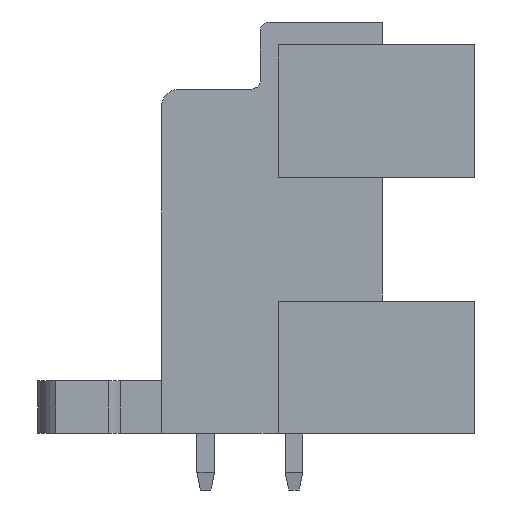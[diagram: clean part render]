
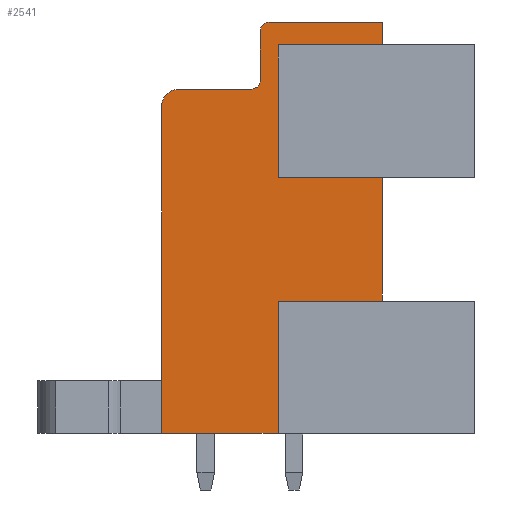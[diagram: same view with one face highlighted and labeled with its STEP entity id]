
A CAD part, left-side view. The second image highlights one B-rep face of the part: STEP entity #2541.
In plain terms, the highlighted planar face has unit normal (-1, 0, 0).
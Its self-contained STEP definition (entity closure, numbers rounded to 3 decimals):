
#105=AXIS2_PLACEMENT_3D('Plane Axis2P3D',#102,#103,#104) ;
#2246=AXIS2_PLACEMENT_3D('Circle Axis2P3D',#2244,#2245,$) ;
#2294=AXIS2_PLACEMENT_3D('Circle Axis2P3D',#2292,#2293,$) ;
#2342=AXIS2_PLACEMENT_3D('Circle Axis2P3D',#2340,#2341,$) ;
#36=CARTESIAN_POINT('Line Origine',(0.7,11.1,6.95)) ;
#40=CARTESIAN_POINT('Vertex',(0.7,11.1,10.7)) ;
#42=CARTESIAN_POINT('Vertex',(0.7,11.1,3.2)) ;
#102=CARTESIAN_POINT('Axis2P3D Location',(0.7,0.,0.)) ;
#142=CARTESIAN_POINT('Line Origine',(0.7,11.1,21.45)) ;
#146=CARTESIAN_POINT('Vertex',(0.7,11.1,25.2)) ;
#148=CARTESIAN_POINT('Vertex',(0.7,11.1,17.7)) ;
#1270=CARTESIAN_POINT('Vertex',(0.7,5.2,17.7)) ;
#1273=CARTESIAN_POINT('Line Origine',(0.7,5.2,14.2)) ;
#1277=CARTESIAN_POINT('Vertex',(0.7,5.2,10.7)) ;
#2186=CARTESIAN_POINT('Vertex',(0.7,5.2,26.5)) ;
#2189=CARTESIAN_POINT('Line Origine',(0.7,5.2,25.85)) ;
#2193=CARTESIAN_POINT('Vertex',(0.7,5.2,25.2)) ;
#2217=CARTESIAN_POINT('Vertex',(0.7,11.6,26.5)) ;
#2220=CARTESIAN_POINT('Line Origine',(0.7,8.4,26.5)) ;
#2241=CARTESIAN_POINT('Vertex',(0.7,12.1,26.)) ;
#2244=CARTESIAN_POINT('Axis2P3D Location',(0.7,11.6,26.)) ;
#2265=CARTESIAN_POINT('Vertex',(0.7,12.1,23.2)) ;
#2268=CARTESIAN_POINT('Line Origine',(0.7,12.1,24.6)) ;
#2289=CARTESIAN_POINT('Vertex',(0.7,12.6,22.7)) ;
#2292=CARTESIAN_POINT('Axis2P3D Location',(0.7,12.6,23.2)) ;
#2313=CARTESIAN_POINT('Vertex',(0.7,16.7,22.7)) ;
#2316=CARTESIAN_POINT('Line Origine',(0.7,14.65,22.7)) ;
#2337=CARTESIAN_POINT('Vertex',(0.7,17.7,21.7)) ;
#2340=CARTESIAN_POINT('Axis2P3D Location',(0.7,16.7,21.7)) ;
#2447=CARTESIAN_POINT('Vertex',(0.7,17.7,3.2)) ;
#2450=CARTESIAN_POINT('Line Origine',(0.7,17.7,12.45)) ;
#2504=CARTESIAN_POINT('Line Origine',(0.7,8.15,17.7)) ;
#2509=CARTESIAN_POINT('Line Origine',(0.7,8.15,25.2)) ;
#2514=CARTESIAN_POINT('Line Origine',(0.7,14.4,3.2)) ;
#2519=CARTESIAN_POINT('Line Origine',(0.7,8.15,10.7)) ;
#37=DIRECTION('Vector Direction',(0.,0.,1.)) ;
#103=DIRECTION('Axis2P3D Direction',(-1.,0.,0.)) ;
#104=DIRECTION('Axis2P3D XDirection',(0.,-1.,0.)) ;
#143=DIRECTION('Vector Direction',(0.,0.,1.)) ;
#1274=DIRECTION('Vector Direction',(0.,0.,-1.)) ;
#2190=DIRECTION('Vector Direction',(0.,0.,-1.)) ;
#2221=DIRECTION('Vector Direction',(0.,-1.,0.)) ;
#2245=DIRECTION('Axis2P3D Direction',(-1.,0.,0.)) ;
#2269=DIRECTION('Vector Direction',(0.,0.,1.)) ;
#2293=DIRECTION('Axis2P3D Direction',(-1.,0.,0.)) ;
#2317=DIRECTION('Vector Direction',(0.,-1.,0.)) ;
#2341=DIRECTION('Axis2P3D Direction',(-1.,0.,0.)) ;
#2451=DIRECTION('Vector Direction',(0.,0.,1.)) ;
#2505=DIRECTION('Vector Direction',(0.,1.,0.)) ;
#2510=DIRECTION('Vector Direction',(0.,-1.,0.)) ;
#2515=DIRECTION('Vector Direction',(0.,1.,0.)) ;
#2520=DIRECTION('Vector Direction',(0.,-1.,0.)) ;
#38=VECTOR('Line Direction',#37,1.) ;
#144=VECTOR('Line Direction',#143,1.) ;
#1275=VECTOR('Line Direction',#1274,1.) ;
#2191=VECTOR('Line Direction',#2190,1.) ;
#2222=VECTOR('Line Direction',#2221,1.) ;
#2270=VECTOR('Line Direction',#2269,1.) ;
#2318=VECTOR('Line Direction',#2317,1.) ;
#2452=VECTOR('Line Direction',#2451,1.) ;
#2506=VECTOR('Line Direction',#2505,1.) ;
#2511=VECTOR('Line Direction',#2510,1.) ;
#2516=VECTOR('Line Direction',#2515,1.) ;
#2521=VECTOR('Line Direction',#2520,1.) ;
#2525=ORIENTED_EDGE('',*,*,#2508,.F.) ;
#2526=ORIENTED_EDGE('',*,*,#150,.F.) ;
#2527=ORIENTED_EDGE('',*,*,#2513,.F.) ;
#2528=ORIENTED_EDGE('',*,*,#2195,.T.) ;
#2529=ORIENTED_EDGE('',*,*,#2224,.T.) ;
#2530=ORIENTED_EDGE('',*,*,#2248,.T.) ;
#2531=ORIENTED_EDGE('',*,*,#2272,.T.) ;
#2532=ORIENTED_EDGE('',*,*,#2296,.T.) ;
#2533=ORIENTED_EDGE('',*,*,#2320,.T.) ;
#2534=ORIENTED_EDGE('',*,*,#2344,.T.) ;
#2535=ORIENTED_EDGE('',*,*,#2454,.T.) ;
#2536=ORIENTED_EDGE('',*,*,#2518,.T.) ;
#2537=ORIENTED_EDGE('',*,*,#44,.F.) ;
#2538=ORIENTED_EDGE('',*,*,#2523,.F.) ;
#2539=ORIENTED_EDGE('',*,*,#1279,.T.) ;
#2541=ADVANCED_FACE('Housing',(#2540),#106,.T.) ;
#2247=CIRCLE('generated circle',#2246,0.5) ;
#2295=CIRCLE('generated circle',#2294,0.5) ;
#2343=CIRCLE('generated circle',#2342,1.) ;
#44=EDGE_CURVE('',#41,#43,#39,.F.) ;
#150=EDGE_CURVE('',#147,#149,#145,.F.) ;
#1279=EDGE_CURVE('',#1278,#1271,#1276,.F.) ;
#2195=EDGE_CURVE('',#2194,#2187,#2192,.F.) ;
#2224=EDGE_CURVE('',#2187,#2218,#2223,.F.) ;
#2248=EDGE_CURVE('',#2218,#2242,#2247,.T.) ;
#2272=EDGE_CURVE('',#2242,#2266,#2271,.F.) ;
#2296=EDGE_CURVE('',#2266,#2290,#2295,.F.) ;
#2320=EDGE_CURVE('',#2290,#2314,#2319,.F.) ;
#2344=EDGE_CURVE('',#2314,#2338,#2343,.T.) ;
#2454=EDGE_CURVE('',#2338,#2448,#2453,.F.) ;
#2508=EDGE_CURVE('',#149,#1271,#2507,.F.) ;
#2513=EDGE_CURVE('',#2194,#147,#2512,.F.) ;
#2518=EDGE_CURVE('',#2448,#43,#2517,.F.) ;
#2523=EDGE_CURVE('',#1278,#41,#2522,.F.) ;
#2524=EDGE_LOOP('',(#2525,#2526,#2527,#2528,#2529,#2530,#2531,#2532,#2533,#2534,#2535,#2536,#2537,#2538,#2539)) ;
#2540=FACE_OUTER_BOUND('',#2524,.T.) ;
#39=LINE('Line',#36,#38) ;
#145=LINE('Line',#142,#144) ;
#1276=LINE('Line',#1273,#1275) ;
#2192=LINE('Line',#2189,#2191) ;
#2223=LINE('Line',#2220,#2222) ;
#2271=LINE('Line',#2268,#2270) ;
#2319=LINE('Line',#2316,#2318) ;
#2453=LINE('Line',#2450,#2452) ;
#2507=LINE('Line',#2504,#2506) ;
#2512=LINE('Line',#2509,#2511) ;
#2517=LINE('Line',#2514,#2516) ;
#2522=LINE('Line',#2519,#2521) ;
#106=PLANE('',#105) ;
#41=VERTEX_POINT('',#40) ;
#43=VERTEX_POINT('',#42) ;
#147=VERTEX_POINT('',#146) ;
#149=VERTEX_POINT('',#148) ;
#1271=VERTEX_POINT('',#1270) ;
#1278=VERTEX_POINT('',#1277) ;
#2187=VERTEX_POINT('',#2186) ;
#2194=VERTEX_POINT('',#2193) ;
#2218=VERTEX_POINT('',#2217) ;
#2242=VERTEX_POINT('',#2241) ;
#2266=VERTEX_POINT('',#2265) ;
#2290=VERTEX_POINT('',#2289) ;
#2314=VERTEX_POINT('',#2313) ;
#2338=VERTEX_POINT('',#2337) ;
#2448=VERTEX_POINT('',#2447) ;
